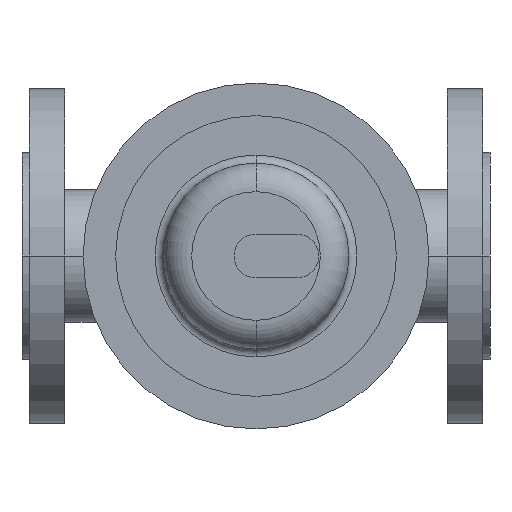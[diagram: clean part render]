
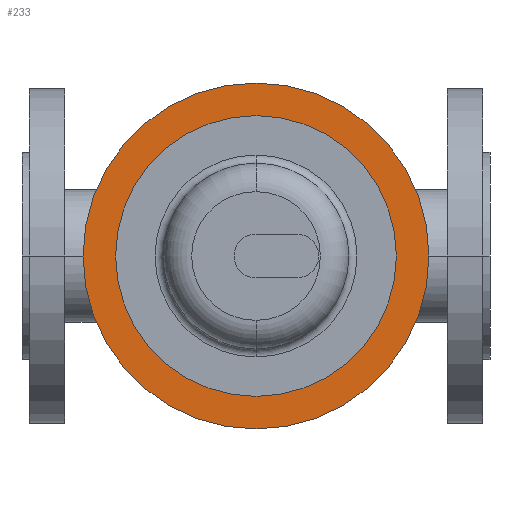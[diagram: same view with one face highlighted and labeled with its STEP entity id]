
A CAD part, front view. The second image highlights one B-rep face of the part: STEP entity #233.
In plain terms, the highlighted planar face has unit normal (0, -1, 0).
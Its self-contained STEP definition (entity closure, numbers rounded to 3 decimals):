
#233 = ADVANCED_FACE( '', ( #540, #541 ), #542, .T. );
#540 = FACE_OUTER_BOUND( '', #944, .T. );
#541 = FACE_BOUND( '', #945, .T. );
#542 = PLANE( '', #946 );
#944 = EDGE_LOOP( '', ( #1932, #1933 ) );
#945 = EDGE_LOOP( '', ( #1934, #1935 ) );
#946 = AXIS2_PLACEMENT_3D( '', #1936, #1937, #1938 );
#1932 = ORIENTED_EDGE( '', *, *, #2636, .F. );
#1933 = ORIENTED_EDGE( '', *, *, #2825, .F. );
#1934 = ORIENTED_EDGE( '', *, *, #2642, .T. );
#1935 = ORIENTED_EDGE( '', *, *, #2824, .T. );
#1936 = CARTESIAN_POINT( '', ( 177.5, -347.12, 0. ) );
#1937 = DIRECTION( '', ( 0., -1., 0. ) );
#1938 = DIRECTION( '', ( -1., 0., 0. ) );
#2636 = EDGE_CURVE( '', #3150, #3153, #3154, .T. );
#2642 = EDGE_CURVE( '', #3159, #3163, #3165, .T. );
#2824 = EDGE_CURVE( '', #3163, #3159, #3456, .T. );
#2825 = EDGE_CURVE( '', #3153, #3150, #3457, .T. );
#3150 = VERTEX_POINT( '', #4134 );
#3153 = VERTEX_POINT( '', #4138 );
#3154 = CIRCLE( '', #4139, 85. );
#3159 = VERTEX_POINT( '', #4145 );
#3163 = VERTEX_POINT( '', #4150 );
#3165 = CIRCLE( '', #4153, 40. );
#3456 = CIRCLE( '', #4504, 40. );
#3457 = CIRCLE( '', #4505, 85. );
#4134 = CARTESIAN_POINT( '', ( 200., -347.12, 0. ) );
#4138 = CARTESIAN_POINT( '', ( 30., -347.12, 0. ) );
#4139 = AXIS2_PLACEMENT_3D( '', #5289, #5290, #5291 );
#4145 = CARTESIAN_POINT( '', ( 155., -347.12, 0. ) );
#4150 = CARTESIAN_POINT( '', ( 75., -347.12, 0. ) );
#4153 = AXIS2_PLACEMENT_3D( '', #5301, #5302, #5303 );
#4504 = AXIS2_PLACEMENT_3D( '', #5727, #5728, #5729 );
#4505 = AXIS2_PLACEMENT_3D( '', #5730, #5731, #5732 );
#5289 = CARTESIAN_POINT( '', ( 115., -347.12, 0. ) );
#5290 = DIRECTION( '', ( 0., 1., 0. ) );
#5291 = DIRECTION( '', ( 1., 0., 0. ) );
#5301 = CARTESIAN_POINT( '', ( 115., -347.12, 0. ) );
#5302 = DIRECTION( '', ( 0., 1., 0. ) );
#5303 = DIRECTION( '', ( 1., 0., 0. ) );
#5727 = CARTESIAN_POINT( '', ( 115., -347.12, 0. ) );
#5728 = DIRECTION( '', ( 0., 1., 0. ) );
#5729 = DIRECTION( '', ( 1., 0., 0. ) );
#5730 = CARTESIAN_POINT( '', ( 115., -347.12, 0. ) );
#5731 = DIRECTION( '', ( 0., 1., 0. ) );
#5732 = DIRECTION( '', ( 1., 0., 0. ) );
